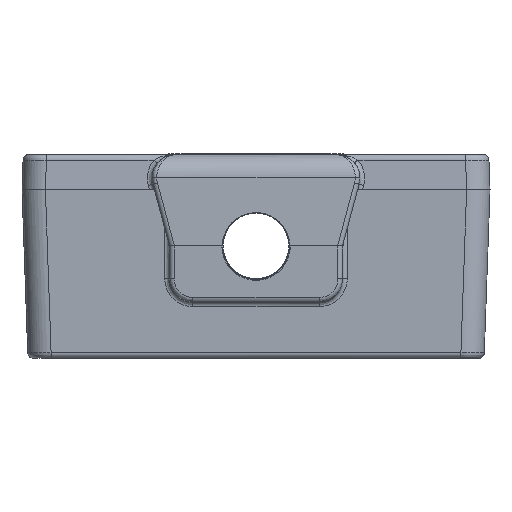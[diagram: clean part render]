
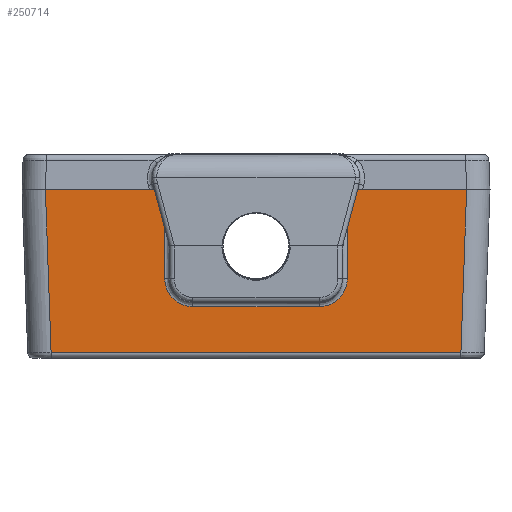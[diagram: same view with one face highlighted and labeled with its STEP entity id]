
A CAD part, left-side view. The second image highlights one B-rep face of the part: STEP entity #250714.
In plain terms, the highlighted planar face has unit normal (-1, 0, -0.018).
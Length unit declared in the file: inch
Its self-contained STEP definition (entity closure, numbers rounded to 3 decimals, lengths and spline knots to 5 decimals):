
#4559 = VECTOR ( 'NONE', #16385, 39.37008 ) ;
#7401 = CARTESIAN_POINT ( 'NONE',  ( -2.26672, -0.4875, -0.05206 ) ) ;
#7454 = CARTESIAN_POINT ( 'NONE',  ( -2.26462, 0.42968, -0.17202 ) ) ;
#8854 = CARTESIAN_POINT ( 'NONE',  ( -2.2641, 0.35713, -0.20207 ) ) ;
#15097 = VERTEX_POINT ( 'NONE', #7401 ) ;
#16385 = DIRECTION ( 'NONE',  ( 0., -1., 0. ) ) ;
#17883 = CARTESIAN_POINT ( 'NONE',  ( -2.25161, -0.4875, -0.91765 ) ) ;
#19144 = ORIENTED_EDGE ( 'NONE', *, *, #262213, .F. ) ;
#19262 = LINE ( 'NONE', #228037, #155118 ) ;
#19527 = ORIENTED_EDGE ( 'NONE', *, *, #217141, .F. ) ;
#23575 = CARTESIAN_POINT ( 'NONE',  ( -2.26672, 0.4875, -0.05206 ) ) ;
#23769 = DIRECTION ( 'NONE',  ( 0.017, 0.035, -0.999 ) ) ;
#24654 = AXIS2_PLACEMENT_3D ( 'NONE', #34547, #81177, #37250 ) ;
#25206 = CARTESIAN_POINT ( 'NONE',  ( -2.275, -1.125, 0.4225 ) ) ;
#27099 = CARTESIAN_POINT ( 'NONE',  ( -2.2641, 0.3375, -0.20206 ) ) ;
#28052 = ORIENTED_EDGE ( 'NONE', *, *, #203675, .F. ) ;
#28587 = VERTEX_POINT ( 'NONE', #23575 ) ;
#29508 = CARTESIAN_POINT ( 'NONE',  ( -2.26603, 0.4836, -0.09133 ) ) ;
#34547 = CARTESIAN_POINT ( 'NONE',  ( -2.25161, -1.375, -0.91765 ) ) ;
#35757 = ORIENTED_EDGE ( 'NONE', *, *, #111489, .F. ) ;
#37250 = DIRECTION ( 'NONE',  ( 0.017, 0., -1. ) ) ;
#40126 = CARTESIAN_POINT ( 'NONE',  ( -2.2654, -0.46858, -0.12761 ) ) ;
#55394 = CARTESIAN_POINT ( 'NONE',  ( -2.26603, -0.4836, -0.09132 ) ) ;
#55579 = CARTESIAN_POINT ( 'NONE',  ( -2.26417, 0.37676, -0.19816 ) ) ;
#58625 = CARTESIAN_POINT ( 'NONE',  ( -2.25184, -1.07867, -0.90408 ) ) ;
#59531 = CARTESIAN_POINT ( 'NONE',  ( -2.25161, 0.4875, -0.91765 ) ) ;
#60354 = CARTESIAN_POINT ( 'NONE',  ( -2.275, -1.375, 0.4225 ) ) ;
#68821 = DIRECTION ( 'NONE',  ( -0.017, 0.035, 0.999 ) ) ;
#70821 = CARTESIAN_POINT ( 'NONE',  ( -2.26672, 0.4875, -0.05206 ) ) ;
#74877 = CARTESIAN_POINT ( 'NONE',  ( -2.26637, 0.48746, -0.0717 ) ) ;
#74908 = EDGE_CURVE ( 'NONE', #94701, #28587, #125488, .T. ) ;
#77121 = DIRECTION ( 'NONE',  ( -0.017, 0., 1. ) ) ;
#81177 = DIRECTION ( 'NONE',  ( 1., 0., 0.017 ) ) ;
#87057 = CARTESIAN_POINT ( 'NONE',  ( -2.275, -0.4875, 0.4225 ) ) ;
#87839 = CARTESIAN_POINT ( 'NONE',  ( -2.25977, 1.0946, -0.44802 ) ) ;
#88491 = B_SPLINE_CURVE_WITH_KNOTS ( 'NONE', 3,
 ( #228269, #187170, #143202, #102040, #226957, #185829, #40126, #55394, #222937, #118600 ),
 .UNSPECIFIED., .F., .F.,
 ( 4, 2, 2, 2, 4 ),
 ( 0., 0.25, 0.5, 0.75, 1. ),
 .UNSPECIFIED. ) ;
#88971 = CARTESIAN_POINT ( 'NONE',  ( -2.275, 1.125, 0.4225 ) ) ;
#92741 = CARTESIAN_POINT ( 'NONE',  ( -2.2641, 0.3375, -0.20206 ) ) ;
#94701 = VERTEX_POINT ( 'NONE', #235167 ) ;
#99361 = VECTOR ( 'NONE', #184609, 39.37008 ) ;
#102040 = CARTESIAN_POINT ( 'NONE',  ( -2.26443, -0.41306, -0.18317 ) ) ;
#102287 = EDGE_CURVE ( 'NONE', #28587, #192642, #121948, .T. ) ;
#103129 = LINE ( 'NONE', #17883, #229271 ) ;
#104847 = DIRECTION ( 'NONE',  ( 0., 1., 0. ) ) ;
#106225 = CARTESIAN_POINT ( 'NONE',  ( -2.2641, -0.3375, -0.20206 ) ) ;
#107092 = VERTEX_POINT ( 'NONE', #87057 ) ;
#109624 = VERTEX_POINT ( 'NONE', #87839 ) ;
#111489 = EDGE_CURVE ( 'NONE', #138866, #15097, #88491, .T. ) ;
#113553 = VECTOR ( 'NONE', #23769, 39.37008 ) ;
#118600 = CARTESIAN_POINT ( 'NONE',  ( -2.26672, -0.4875, -0.05206 ) ) ;
#121948 = B_SPLINE_CURVE_WITH_KNOTS ( 'NONE', 3,
 ( #70821, #74877, #29508, #240960, #220412, #7454, #198488, #55579, #8854, #92741 ),
 .UNSPECIFIED., .F., .F.,
 ( 4, 2, 2, 2, 4 ),
 ( 0., 0.25, 0.5, 0.75, 1. ),
 .UNSPECIFIED. ) ;
#125488 = LINE ( 'NONE', #59531, #99361 ) ;
#136204 = VECTOR ( 'NONE', #157303, 39.37008 ) ;
#137105 = VERTEX_POINT ( 'NONE', #143475 ) ;
#138866 = VERTEX_POINT ( 'NONE', #106225 ) ;
#139027 = FACE_OUTER_BOUND ( 'NONE', #241867, .T. ) ;
#143202 = CARTESIAN_POINT ( 'NONE',  ( -2.26417, -0.37677, -0.19816 ) ) ;
#143475 = CARTESIAN_POINT ( 'NONE',  ( -2.2598, -1.0946, -0.44802 ) ) ;
#144357 = PLANE ( 'NONE',  #24654 ) ;
#155118 = VECTOR ( 'NONE', #245957, 39.37008 ) ;
#157303 = DIRECTION ( 'NONE',  ( 0., -1., 0. ) ) ;
#163946 = CARTESIAN_POINT ( 'NONE',  ( -2.2598, -0.6875, -0.44802 ) ) ;
#166176 = ORIENTED_EDGE ( 'NONE', *, *, #102287, .F. ) ;
#174059 = VECTOR ( 'NONE', #104847, 39.37008 ) ;
#182000 = LINE ( 'NONE', #246411, #136204 ) ;
#182923 = VERTEX_POINT ( 'NONE', #25206 ) ;
#184609 = DIRECTION ( 'NONE',  ( 0.017, 0., -1. ) ) ;
#185051 = LINE ( 'NONE', #58625, #113553 ) ;
#185685 = VECTOR ( 'NONE', #68821, 39.37008 ) ;
#185829 = CARTESIAN_POINT ( 'NONE',  ( -2.26511, -0.45745, -0.14424 ) ) ;
#187170 = CARTESIAN_POINT ( 'NONE',  ( -2.2641, -0.35714, -0.20203 ) ) ;
#189560 = ORIENTED_EDGE ( 'NONE', *, *, #212884, .F. ) ;
#192642 = VERTEX_POINT ( 'NONE', #27099 ) ;
#193853 = LINE ( 'NONE', #233564, #185685 ) ;
#196876 = EDGE_CURVE ( 'NONE', #15097, #107092, #103129, .T. ) ;
#198488 = CARTESIAN_POINT ( 'NONE',  ( -2.26443, 0.41305, -0.18314 ) ) ;
#203675 = EDGE_CURVE ( 'NONE', #182923, #137105, #185051, .T. ) ;
#203795 = LINE ( 'NONE', #163946, #174059 ) ;
#209635 = EDGE_CURVE ( 'NONE', #107092, #182923, #19262, .T. ) ;
#210582 = VERTEX_POINT ( 'NONE', #88971 ) ;
#212884 = EDGE_CURVE ( 'NONE', #192642, #138866, #182000, .T. ) ;
#213462 = EDGE_CURVE ( 'NONE', #210582, #94701, #251072, .T. ) ;
#217141 = EDGE_CURVE ( 'NONE', #137105, #109624, #203795, .T. ) ;
#218222 = ORIENTED_EDGE ( 'NONE', *, *, #74908, .F. ) ;
#220412 = CARTESIAN_POINT ( 'NONE',  ( -2.26511, 0.45743, -0.14423 ) ) ;
#220504 = ORIENTED_EDGE ( 'NONE', *, *, #196876, .F. ) ;
#222937 = CARTESIAN_POINT ( 'NONE',  ( -2.26637, -0.4875, -0.0717 ) ) ;
#226957 = CARTESIAN_POINT ( 'NONE',  ( -2.26462, -0.42967, -0.17199 ) ) ;
#228037 = CARTESIAN_POINT ( 'NONE',  ( -2.275, -1.375, 0.4225 ) ) ;
#228269 = CARTESIAN_POINT ( 'NONE',  ( -2.2641, -0.3375, -0.20206 ) ) ;
#229271 = VECTOR ( 'NONE', #77121, 39.37008 ) ;
#233564 = CARTESIAN_POINT ( 'NONE',  ( -2.2598, 1.0946, -0.44802 ) ) ;
#235167 = CARTESIAN_POINT ( 'NONE',  ( -2.275, 0.4875, 0.4225 ) ) ;
#236050 = ORIENTED_EDGE ( 'NONE', *, *, #213462, .F. ) ;
#240960 = CARTESIAN_POINT ( 'NONE',  ( -2.2654, 0.46861, -0.12763 ) ) ;
#241867 = EDGE_LOOP ( 'NONE', ( #236050, #19144, #19527, #28052, #261147, #220504, #35757, #189560, #166176, #218222 ) ) ;
#245957 = DIRECTION ( 'NONE',  ( 0., -1., 0. ) ) ;
#246411 = CARTESIAN_POINT ( 'NONE',  ( -2.2641, -1.375, -0.20206 ) ) ;
#250714 = ADVANCED_FACE ( 'NONE', ( #139027 ), #144357, .F. ) ;
#251072 = LINE ( 'NONE', #60354, #4559 ) ;
#261147 = ORIENTED_EDGE ( 'NONE', *, *, #209635, .F. ) ;
#262213 = EDGE_CURVE ( 'NONE', #109624, #210582, #193853, .T. ) ;
